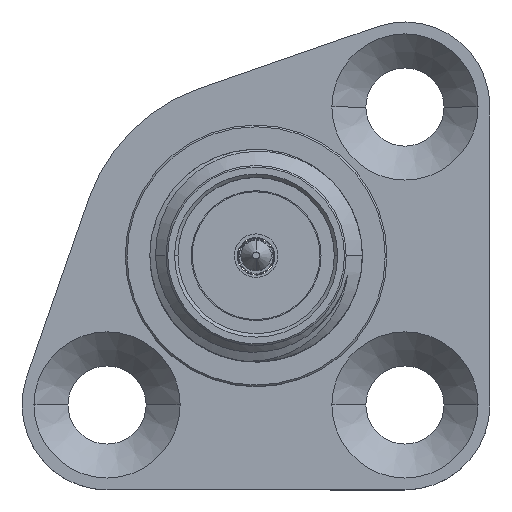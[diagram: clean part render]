
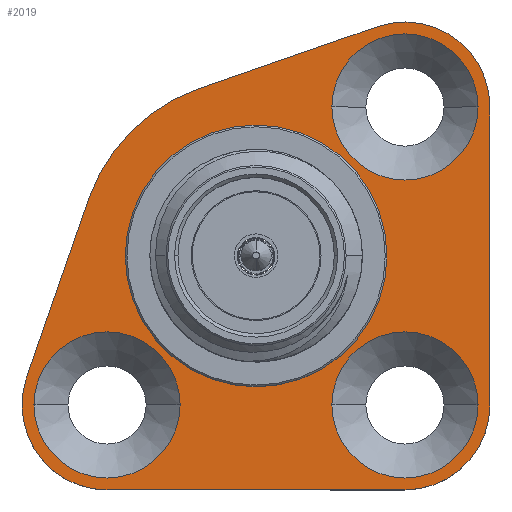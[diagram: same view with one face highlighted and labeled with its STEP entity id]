
A CAD part, top view. The second image highlights one B-rep face of the part: STEP entity #2019.
In plain terms, the highlighted planar face has unit normal (0, 0, 1).
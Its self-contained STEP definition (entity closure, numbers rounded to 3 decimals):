
#2 = DIRECTION ( 'NONE',  ( 1., 0., 0. ) ) ;
#62 = CARTESIAN_POINT ( 'NONE',  ( -3., 0., 10.32 ) ) ;
#112 = AXIS2_PLACEMENT_3D ( 'NONE', #3390, #938, #4883 ) ;
#115 = CIRCLE ( 'NONE', #2192, 2.15 ) ;
#128 = VECTOR ( 'NONE', #2, 1000. ) ;
#168 = CARTESIAN_POINT ( 'NONE',  ( 0., 0., 10.32 ) ) ;
#238 = CIRCLE ( 'NONE', #3065, 2.5 ) ;
#332 = CARTESIAN_POINT ( 'NONE',  ( 6.88, -4.38, 10.32 ) ) ;
#362 = DIRECTION ( 'NONE',  ( 0., 0., -1. ) ) ;
#471 = DIRECTION ( 'NONE',  ( 0., 0., -1. ) ) ;
#477 = DIRECTION ( 'NONE',  ( 1., 0., 0. ) ) ;
#481 = CIRCLE ( 'NONE', #647, 2.15 ) ;
#501 = CARTESIAN_POINT ( 'NONE',  ( 6.53, 4.386, 10.32 ) ) ;
#558 = CARTESIAN_POINT ( 'NONE',  ( 6.88, -4.38, 10.32 ) ) ;
#609 = DIRECTION ( 'NONE',  ( 0., 1., 0. ) ) ;
#647 = AXIS2_PLACEMENT_3D ( 'NONE', #696, #1448, #4951 ) ;
#669 = LINE ( 'NONE', #558, #2486 ) ;
#672 = EDGE_CURVE ( 'NONE', #4844, #2878, #2354, .T. ) ;
#683 = FACE_BOUND ( 'NONE', #1974, .T. ) ;
#693 = EDGE_LOOP ( 'NONE', ( #1251, #5008 ) ) ;
#696 = CARTESIAN_POINT ( 'NONE',  ( 4.38, 4.386, 10.32 ) ) ;
#698 = DIRECTION ( 'NONE',  ( 0., 0., 1. ) ) ;
#731 = CARTESIAN_POINT ( 'NONE',  ( -6.747, -3.557, 10.32 ) ) ;
#741 = AXIS2_PLACEMENT_3D ( 'NONE', #863, #3290, #477 ) ;
#773 = EDGE_CURVE ( 'NONE', #4140, #3132, #3353, .T. ) ;
#792 = AXIS2_PLACEMENT_3D ( 'NONE', #5085, #1435, #3494 ) ;
#806 = DIRECTION ( 'NONE',  ( 0., 0., -1. ) ) ;
#818 = CIRCLE ( 'NONE', #1906, 3. ) ;
#819 = CIRCLE ( 'NONE', #2896, 5.2 ) ;
#834 = VERTEX_POINT ( 'NONE', #2939 ) ;
#835 = DIRECTION ( 'NONE',  ( 1., 0., 0. ) ) ;
#846 = CARTESIAN_POINT ( 'NONE',  ( 3., 0., 10.32 ) ) ;
#863 = CARTESIAN_POINT ( 'NONE',  ( 4.38, -4.38, 10.32 ) ) ;
#877 = DIRECTION ( 'NONE',  ( 0., 0., -1. ) ) ;
#938 = DIRECTION ( 'NONE',  ( 0., 0., 1. ) ) ;
#981 = CARTESIAN_POINT ( 'NONE',  ( 2.23, 4.386, 10.32 ) ) ;
#1042 = AXIS2_PLACEMENT_3D ( 'NONE', #1909, #1834, #4703 ) ;
#1047 = FACE_OUTER_BOUND ( 'NONE', #1438, .T. ) ;
#1068 = ORIENTED_EDGE ( 'NONE', *, *, #3732, .T. ) ;
#1071 = AXIS2_PLACEMENT_3D ( 'NONE', #4250, #698, #1848 ) ;
#1098 = EDGE_CURVE ( 'NONE', #4044, #2332, #115, .T. ) ;
#1116 = EDGE_CURVE ( 'NONE', #2154, #2454, #3033, .T. ) ;
#1169 = ORIENTED_EDGE ( 'NONE', *, *, #3631, .T. ) ;
#1194 = DIRECTION ( 'NONE',  ( 1., 0., 0. ) ) ;
#1205 = ORIENTED_EDGE ( 'NONE', *, *, #4104, .T. ) ;
#1233 = DIRECTION ( 'NONE',  ( -0.944, -0.329, 0. ) ) ;
#1247 = AXIS2_PLACEMENT_3D ( 'NONE', #4402, #877, #1194 ) ;
#1251 = ORIENTED_EDGE ( 'NONE', *, *, #2037, .T. ) ;
#1260 = CARTESIAN_POINT ( 'NONE',  ( 3.557, 6.747, 10.32 ) ) ;
#1336 = DIRECTION ( 'NONE',  ( 0., 0., 1. ) ) ;
#1342 = DIRECTION ( 'NONE',  ( 1., 0., 0. ) ) ;
#1406 = CARTESIAN_POINT ( 'NONE',  ( -4.386, -4.38, 10.32 ) ) ;
#1432 = CARTESIAN_POINT ( 'NONE',  ( -4.91, 1.712, 10.32 ) ) ;
#1435 = DIRECTION ( 'NONE',  ( 0., 0., -1. ) ) ;
#1438 = EDGE_LOOP ( 'NONE', ( #3020, #3264, #4724, #1169, #4969, #3272, #1068, #1838 ) ) ;
#1448 = DIRECTION ( 'NONE',  ( 0., 0., -1. ) ) ;
#1492 = CIRCLE ( 'NONE', #1247, 2.15 ) ;
#1523 = CARTESIAN_POINT ( 'NONE',  ( -6.747, -3.557, 10.32 ) ) ;
#1633 = CARTESIAN_POINT ( 'NONE',  ( 0., 0., 10.32 ) ) ;
#1682 = ORIENTED_EDGE ( 'NONE', *, *, #4522, .T. ) ;
#1734 = CARTESIAN_POINT ( 'NONE',  ( 3.557, 6.747, 10.32 ) ) ;
#1834 = DIRECTION ( 'NONE',  ( 0., 0., 1. ) ) ;
#1838 = ORIENTED_EDGE ( 'NONE', *, *, #3461, .T. ) ;
#1848 = DIRECTION ( 'NONE',  ( -1., 0., 0. ) ) ;
#1866 = VECTOR ( 'NONE', #1233, 1000. ) ;
#1883 = FACE_BOUND ( 'NONE', #3534, .T. ) ;
#1906 = AXIS2_PLACEMENT_3D ( 'NONE', #1633, #362, #2368 ) ;
#1909 = CARTESIAN_POINT ( 'NONE',  ( 0., 10., 10.32 ) ) ;
#1936 = CARTESIAN_POINT ( 'NONE',  ( 4.38, -6.88, 10.32 ) ) ;
#1959 = CARTESIAN_POINT ( 'NONE',  ( 6.53, -4.38, 10.32 ) ) ;
#1974 = EDGE_LOOP ( 'NONE', ( #3953, #2656 ) ) ;
#2019 = ADVANCED_FACE ( 'NONE', ( #3899, #4675, #1883, #683, #1047 ), #3054, .T. ) ;
#2022 = EDGE_CURVE ( 'NONE', #2423, #3585, #3467, .T. ) ;
#2037 = EDGE_CURVE ( 'NONE', #3126, #4112, #3939, .T. ) ;
#2154 = VERTEX_POINT ( 'NONE', #1959 ) ;
#2183 = EDGE_CURVE ( 'NONE', #2788, #4140, #2863, .T. ) ;
#2192 = AXIS2_PLACEMENT_3D ( 'NONE', #3542, #806, #835 ) ;
#2303 = VERTEX_POINT ( 'NONE', #501 ) ;
#2328 = AXIS2_PLACEMENT_3D ( 'NONE', #1406, #2965, #3692 ) ;
#2332 = VERTEX_POINT ( 'NONE', #2504 ) ;
#2354 = LINE ( 'NONE', #1260, #1866 ) ;
#2368 = DIRECTION ( 'NONE',  ( 1., 0., 0. ) ) ;
#2401 = CARTESIAN_POINT ( 'NONE',  ( -4.386, -6.88, 10.32 ) ) ;
#2423 = VERTEX_POINT ( 'NONE', #1432 ) ;
#2446 = AXIS2_PLACEMENT_3D ( 'NONE', #3618, #471, #3643 ) ;
#2454 = VERTEX_POINT ( 'NONE', #5010 ) ;
#2469 = CARTESIAN_POINT ( 'NONE',  ( -4.386, -6.88, 10.32 ) ) ;
#2486 = VECTOR ( 'NONE', #609, 1000. ) ;
#2504 = CARTESIAN_POINT ( 'NONE',  ( -6.536, -4.38, 10.32 ) ) ;
#2636 = EDGE_CURVE ( 'NONE', #4112, #3126, #818, .T. ) ;
#2648 = CIRCLE ( 'NONE', #1071, 2.5 ) ;
#2656 = ORIENTED_EDGE ( 'NONE', *, *, #2955, .T. ) ;
#2788 = VERTEX_POINT ( 'NONE', #2469 ) ;
#2863 = LINE ( 'NONE', #2401, #128 ) ;
#2878 = VERTEX_POINT ( 'NONE', #3406 ) ;
#2896 = AXIS2_PLACEMENT_3D ( 'NONE', #168, #1336, #3008 ) ;
#2939 = CARTESIAN_POINT ( 'NONE',  ( 6.88, 4.386, 10.32 ) ) ;
#2955 = EDGE_CURVE ( 'NONE', #3460, #2303, #481, .T. ) ;
#2965 = DIRECTION ( 'NONE',  ( 0., 0., -1. ) ) ;
#3008 = DIRECTION ( 'NONE',  ( 1., 0., 0. ) ) ;
#3020 = ORIENTED_EDGE ( 'NONE', *, *, #672, .T. ) ;
#3033 = CIRCLE ( 'NONE', #2446, 2.15 ) ;
#3054 = PLANE ( 'NONE',  #1042 ) ;
#3065 = AXIS2_PLACEMENT_3D ( 'NONE', #4146, #3757, #1342 ) ;
#3119 = VECTOR ( 'NONE', #3418, 1000. ) ;
#3126 = VERTEX_POINT ( 'NONE', #846 ) ;
#3132 = VERTEX_POINT ( 'NONE', #332 ) ;
#3264 = ORIENTED_EDGE ( 'NONE', *, *, #3785, .T. ) ;
#3272 = ORIENTED_EDGE ( 'NONE', *, *, #773, .T. ) ;
#3290 = DIRECTION ( 'NONE',  ( 0., 0., -1. ) ) ;
#3353 = CIRCLE ( 'NONE', #112, 2.5 ) ;
#3390 = CARTESIAN_POINT ( 'NONE',  ( 4.38, -4.38, 10.32 ) ) ;
#3406 = CARTESIAN_POINT ( 'NONE',  ( -1.712, 4.91, 10.32 ) ) ;
#3418 = DIRECTION ( 'NONE',  ( -0.329, -0.944, 0. ) ) ;
#3460 = VERTEX_POINT ( 'NONE', #981 ) ;
#3461 = EDGE_CURVE ( 'NONE', #834, #4844, #238, .T. ) ;
#3467 = LINE ( 'NONE', #731, #3119 ) ;
#3494 = DIRECTION ( 'NONE',  ( 1., 0., 0. ) ) ;
#3534 = EDGE_LOOP ( 'NONE', ( #4534, #1682 ) ) ;
#3542 = CARTESIAN_POINT ( 'NONE',  ( -4.386, -4.38, 10.32 ) ) ;
#3568 = CIRCLE ( 'NONE', #2328, 2.15 ) ;
#3585 = VERTEX_POINT ( 'NONE', #1523 ) ;
#3618 = CARTESIAN_POINT ( 'NONE',  ( 4.38, -4.38, 10.32 ) ) ;
#3625 = CARTESIAN_POINT ( 'NONE',  ( -2.236, -4.38, 10.32 ) ) ;
#3631 = EDGE_CURVE ( 'NONE', #3585, #2788, #2648, .T. ) ;
#3643 = DIRECTION ( 'NONE',  ( 1., 0., 0. ) ) ;
#3692 = DIRECTION ( 'NONE',  ( 1., 0., 0. ) ) ;
#3732 = EDGE_CURVE ( 'NONE', #3132, #834, #669, .T. ) ;
#3757 = DIRECTION ( 'NONE',  ( 0., 0., 1. ) ) ;
#3785 = EDGE_CURVE ( 'NONE', #2878, #2423, #819, .T. ) ;
#3899 = FACE_BOUND ( 'NONE', #693, .T. ) ;
#3939 = CIRCLE ( 'NONE', #792, 3. ) ;
#3953 = ORIENTED_EDGE ( 'NONE', *, *, #4814, .T. ) ;
#4044 = VERTEX_POINT ( 'NONE', #3625 ) ;
#4104 = EDGE_CURVE ( 'NONE', #2454, #2154, #4549, .T. ) ;
#4112 = VERTEX_POINT ( 'NONE', #62 ) ;
#4140 = VERTEX_POINT ( 'NONE', #1936 ) ;
#4146 = CARTESIAN_POINT ( 'NONE',  ( 4.38, 4.386, 10.32 ) ) ;
#4250 = CARTESIAN_POINT ( 'NONE',  ( -4.386, -4.38, 10.32 ) ) ;
#4402 = CARTESIAN_POINT ( 'NONE',  ( 4.38, 4.386, 10.32 ) ) ;
#4522 = EDGE_CURVE ( 'NONE', #2332, #4044, #3568, .T. ) ;
#4534 = ORIENTED_EDGE ( 'NONE', *, *, #1098, .T. ) ;
#4549 = CIRCLE ( 'NONE', #741, 2.15 ) ;
#4675 = FACE_BOUND ( 'NONE', #4696, .T. ) ;
#4696 = EDGE_LOOP ( 'NONE', ( #5090, #1205 ) ) ;
#4703 = DIRECTION ( 'NONE',  ( 1., 0., 0. ) ) ;
#4724 = ORIENTED_EDGE ( 'NONE', *, *, #2022, .T. ) ;
#4814 = EDGE_CURVE ( 'NONE', #2303, #3460, #1492, .T. ) ;
#4844 = VERTEX_POINT ( 'NONE', #1734 ) ;
#4883 = DIRECTION ( 'NONE',  ( -1., 0., 0. ) ) ;
#4951 = DIRECTION ( 'NONE',  ( 1., 0., 0. ) ) ;
#4969 = ORIENTED_EDGE ( 'NONE', *, *, #2183, .T. ) ;
#5008 = ORIENTED_EDGE ( 'NONE', *, *, #2636, .T. ) ;
#5010 = CARTESIAN_POINT ( 'NONE',  ( 2.23, -4.38, 10.32 ) ) ;
#5085 = CARTESIAN_POINT ( 'NONE',  ( 0., 0., 10.32 ) ) ;
#5090 = ORIENTED_EDGE ( 'NONE', *, *, #1116, .T. ) ;
